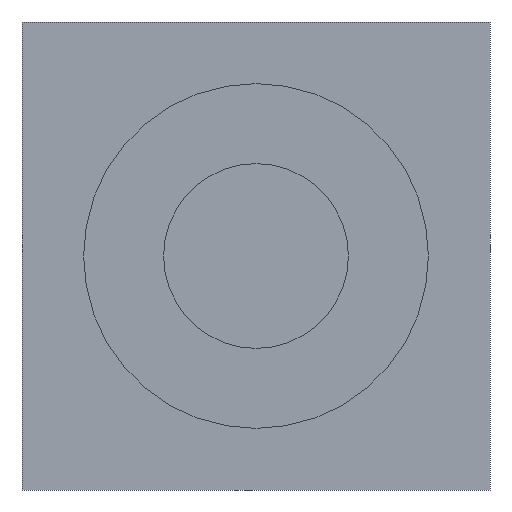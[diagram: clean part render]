
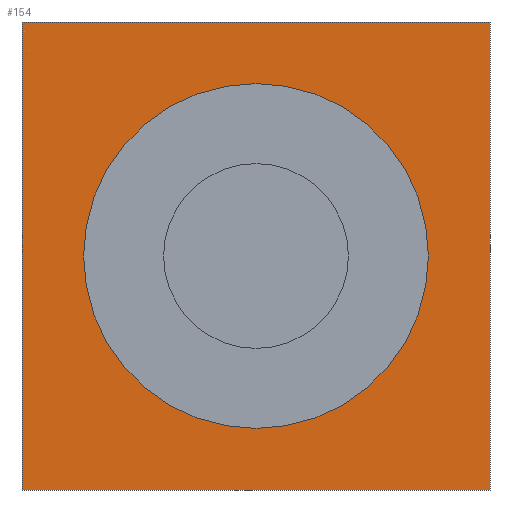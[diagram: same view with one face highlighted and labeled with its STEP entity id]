
A CAD part, front view. The second image highlights one B-rep face of the part: STEP entity #154.
In plain terms, the highlighted planar face has unit normal (0, -1, 0).
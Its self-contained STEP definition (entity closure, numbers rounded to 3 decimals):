
#42 = VERTEX_POINT('',#43);
#43 = CARTESIAN_POINT('',(-3.8,-6.,3.8));
#49 = EDGE_CURVE('',#42,#50,#52,.T.);
#50 = VERTEX_POINT('',#51);
#51 = CARTESIAN_POINT('',(3.8,-6.,3.8));
#52 = LINE('',#53,#54);
#53 = CARTESIAN_POINT('',(-3.8,-6.,3.8));
#54 = VECTOR('',#55,1.);
#55 = DIRECTION('',(1.,0.,0.));
#82 = VERTEX_POINT('',#83);
#83 = CARTESIAN_POINT('',(-3.8,-6.,-3.8));
#89 = EDGE_CURVE('',#82,#42,#90,.T.);
#90 = LINE('',#91,#92);
#91 = CARTESIAN_POINT('',(-3.8,-6.,-3.8));
#92 = VECTOR('',#93,1.);
#93 = DIRECTION('',(0.,0.,1.));
#111 = EDGE_CURVE('',#50,#112,#114,.T.);
#112 = VERTEX_POINT('',#113);
#113 = CARTESIAN_POINT('',(3.8,-6.,-3.8));
#114 = LINE('',#115,#116);
#115 = CARTESIAN_POINT('',(3.8,-6.,3.8));
#116 = VECTOR('',#117,1.);
#117 = DIRECTION('',(0.,0.,-1.));
#154 = ADVANCED_FACE('',(#155,#166),#177,.F.);
#155 = FACE_BOUND('',#156,.F.);
#156 = EDGE_LOOP('',(#157,#158,#159,#165));
#157 = ORIENTED_EDGE('',*,*,#49,.T.);
#158 = ORIENTED_EDGE('',*,*,#111,.T.);
#159 = ORIENTED_EDGE('',*,*,#160,.T.);
#160 = EDGE_CURVE('',#112,#82,#161,.T.);
#161 = LINE('',#162,#163);
#162 = CARTESIAN_POINT('',(3.8,-6.,-3.8));
#163 = VECTOR('',#164,1.);
#164 = DIRECTION('',(-1.,0.,0.));
#165 = ORIENTED_EDGE('',*,*,#89,.T.);
#166 = FACE_BOUND('',#167,.F.);
#167 = EDGE_LOOP('',(#168));
#168 = ORIENTED_EDGE('',*,*,#169,.T.);
#169 = EDGE_CURVE('',#170,#170,#172,.T.);
#170 = VERTEX_POINT('',#171);
#171 = CARTESIAN_POINT('',(2.8,-6.,0.));
#172 = CIRCLE('',#173,2.8);
#173 = AXIS2_PLACEMENT_3D('',#174,#175,#176);
#174 = CARTESIAN_POINT('',(0.,-6.,0.));
#175 = DIRECTION('',(0.,-1.,0.));
#176 = DIRECTION('',(1.,0.,0.));
#177 = PLANE('',#178);
#178 = AXIS2_PLACEMENT_3D('',#179,#180,#181);
#179 = CARTESIAN_POINT('',(0.,-6.,0.));
#180 = DIRECTION('',(0.,1.,0.));
#181 = DIRECTION('',(0.,0.,1.));
